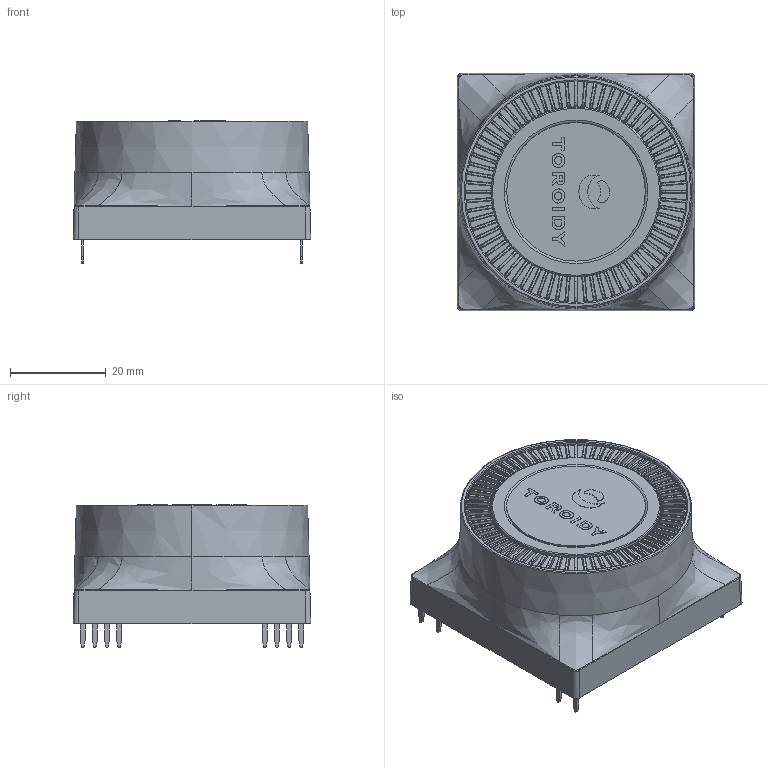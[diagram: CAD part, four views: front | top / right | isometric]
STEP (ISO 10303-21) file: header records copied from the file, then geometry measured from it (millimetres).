
FILE_DESCRIPTION (( 'STEP AP214' ), '1' );
FILE_NAME ('kpcb_5-7VA.STEP', '2025-06-12T09:12:29', ( '' ), ( '' ), 'SwSTEP 2.0', 'SolidWorks 2018', '' );
FILE_SCHEMA (( 'AUTOMOTIVE_DESIGN' ));
Length unit declared in the file: millimetre
Products named in the file (2): kpcb_5-7VA
Bounding box: 49.7 x 49.7 x 29.9 mm (x, y, z)
Volume: 13992.8 mm3; surface area: 22327.5 mm2
Topology: 13 solids, 13 shells, 1780 faces, 4650 edges, 2913 vertices
Faces by surface type: plane 800, cylinder 443, bspline 376, cone 116, torus 45
Entity records: 91140 total; most frequent: CARTESIAN_POINT 32498, ORIENTED_EDGE 9284, DIRECTION 6808, EDGE_CURVE 4642, VERTEX_POINT 2913, AXIS2_PLACEMENT_3D 2550, EDGE_LOOP 1827, UNCERTAINTY_MEASURE_WITH_UNIT 1795
